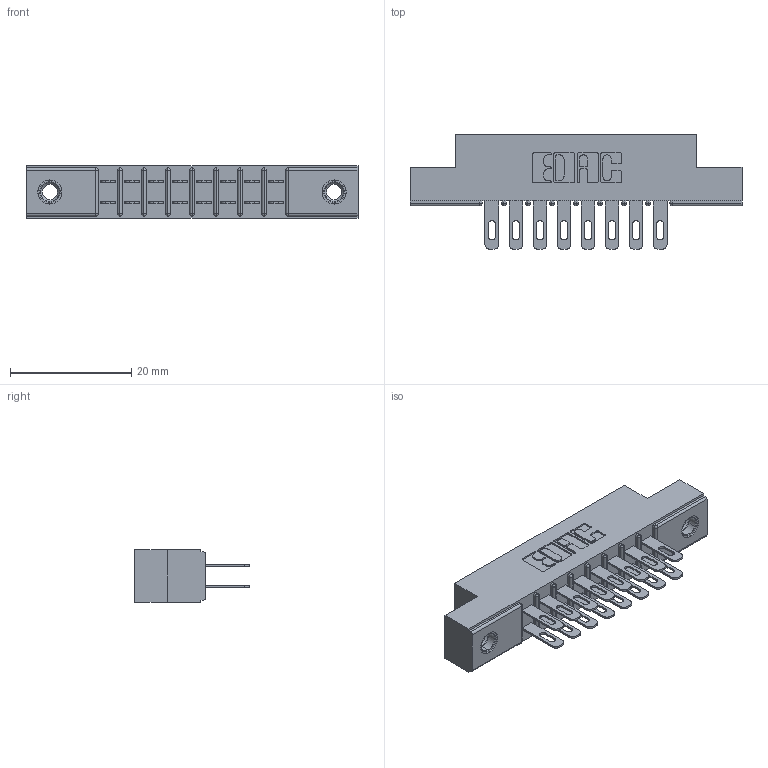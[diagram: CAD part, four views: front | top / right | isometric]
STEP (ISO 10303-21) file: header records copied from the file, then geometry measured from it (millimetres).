
FILE_DESCRIPTION (( 'STEP AP203' ), '1' );
FILE_NAME ('315-016-500-207.STEP', '2019-09-10T13:43:33', ( '' ), ( '' ), 'SwSTEP 2.0', 'SolidWorks 2016', '' );
FILE_SCHEMA (( 'CONFIG_CONTROL_DESIGN' ));
Length unit declared in the file: inch
Products named in the file (4): 315-016-500-207; 345-250-001_345-250-005-103; 305-290-001_500; 305 Part_.156 Dia
Assembly tree (19 placements, depth 2):
  315-016-500-207
    305 Part_.156 Dia
    305-290-001_500  x16
    345-250-001_345-250-005-103  x2
Bounding box: 54.71 x 18.85 x 8.71 mm (x, y, z)
Volume: 3492.6 mm3; surface area: 6083 mm2
Topology: 19 solids, 19 shells, 976 faces, 2748 edges, 1780 vertices
Faces by surface type: plane 548, cylinder 380, sphere 32, cone 12, torus 4
Entity records: 14008 total; most frequent: CARTESIAN_POINT 2301, ORIENTED_EDGE 2272, DIRECTION 2266, EDGE_CURVE 1136, LINE 876, VECTOR 876, VERTEX_POINT 730, AXIS2_PLACEMENT_3D 695
